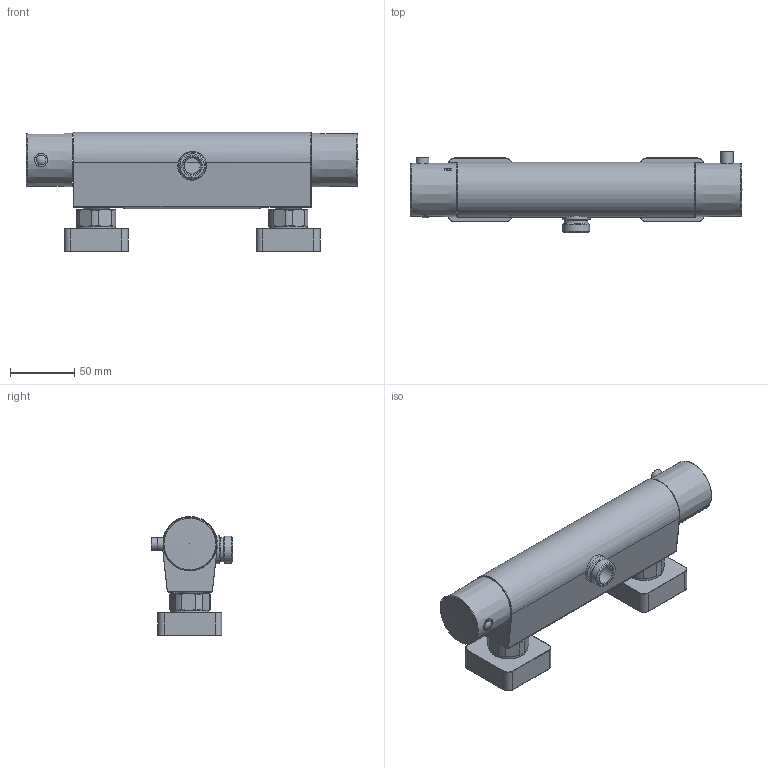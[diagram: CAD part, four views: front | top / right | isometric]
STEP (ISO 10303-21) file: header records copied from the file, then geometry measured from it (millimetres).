
FILE_DESCRIPTION(/* description */ ('Unknown'),/* implementation_level */ '2;1');
FILE_NAME(/* name */ 'GL008-00 Rel1',/* time_stamp */ '2024-11-13T12:57:08+01:00',/* author */ ('Unknown'),/* organization */ ('Unknown'),/* preprocessor_version */ 'ST-DEVELOPER v19.4',/* originating_system */ 'Solid Edge',/* authorisation */ 'Unknown');
FILE_SCHEMA (('AUTOMOTIVE_DESIGN {1 0 10303 214 3 1 1}'));
Length unit declared in the file: millimetre
Products named in the file (13): GL008-00 Rel1; CB008-006_oa_0; CB008-13; CB7068-04; CB008-07; GL016-01; GL016-02 calotte(D5010045); CB008-11; CB7001-04; CB008-02; CB008-005_oa_1; CB008-12; bottone_0083.01.285_0083.01.285
Assembly tree (15 placements, depth 3):
  GL008-00 Rel1
    CB008-006_oa_0
      CB008-13
      CB7068-04
    CB008-07  x2
    GL016-01  x2
    GL016-02 calotte(D5010045)  x2
    CB008-11
    CB7001-04
    CB008-02
    CB008-005_oa_1
      CB008-12
      bottone_0083.01.285_0083.01.285
Bounding box: 259.35 x 63.6 x 93 mm (x, y, z)
Volume: 260983.5 mm3; surface area: 148783.4 mm2
Topology: 13 solids, 13 shells, 1214 faces, 2906 edges, 1749 vertices
Faces by surface type: plane 433, cylinder 341, bspline 162, cone 107, torus 106, sphere 65
Full cylindrical faces by diameter (mm): 2.059 x1, 2.459 x2, 3 x2, 3.2 x1, 3.5 x2, 4.134 x2, 4.5 x2, 5.2 x2, 7 x1, 7.5 x2, 10 x3, 10.2 x3, 11 x1, 15.05 x5, 15.2 x1, 15.8 x2, 16.5 x1, 17.7 x2, 18 x1, 18.05 x2, 18.5 x4, 18.8 x2, 19.2 x2, 20 x3, 20.5 x1, 21 x3, 21.5 x1, 21.7 x2, 22 x1, 22.2 x2
Entity records: 42407 total; most frequent: CARTESIAN_POINT 11813, DIRECTION 4766, ORIENTED_EDGE 4730, EDGE_CURVE 2365, AXIS2_PLACEMENT_3D 1976, VERTEX_POINT 1515, FACE_BOUND 1346, EDGE_LOOP 1342
